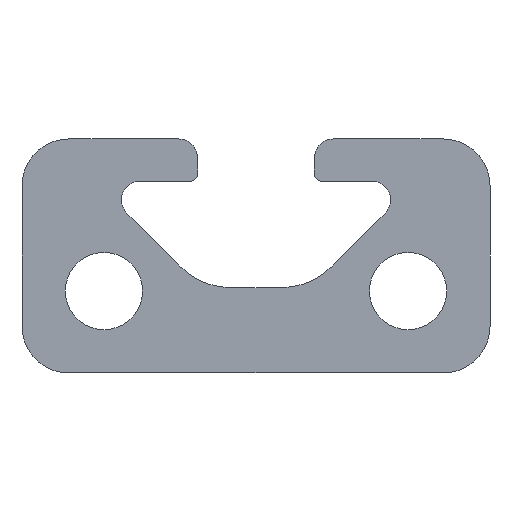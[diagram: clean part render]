
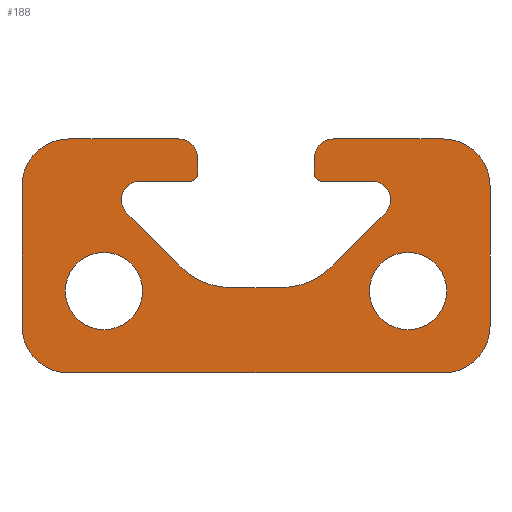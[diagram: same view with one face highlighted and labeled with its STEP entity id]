
A CAD part, front view. The second image highlights one B-rep face of the part: STEP entity #188.
In plain terms, the highlighted planar face has unit normal (0, -1, 0).
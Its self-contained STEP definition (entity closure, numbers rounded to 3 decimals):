
#50 = VERTEX_POINT('',#51);
#51 = CARTESIAN_POINT('',(-8.,-50.,5.));
#57 = EDGE_CURVE('',#58,#50,#60,.T.);
#58 = VERTEX_POINT('',#59);
#59 = CARTESIAN_POINT('',(-3.3,-50.,5.));
#60 = LINE('',#61,#62);
#61 = CARTESIAN_POINT('',(10.,-50.,5.));
#62 = VECTOR('',#63,1.);
#63 = DIRECTION('',(-1.,0.,0.));
#90 = VERTEX_POINT('',#91);
#91 = CARTESIAN_POINT('',(-10.,-50.,-3.));
#97 = EDGE_CURVE('',#98,#90,#100,.T.);
#98 = VERTEX_POINT('',#99);
#99 = CARTESIAN_POINT('',(-10.,-50.,3.));
#100 = LINE('',#101,#102);
#101 = CARTESIAN_POINT('',(-10.,-50.,5.));
#102 = VECTOR('',#103,1.);
#103 = DIRECTION('',(0.,0.,-1.));
#130 = VERTEX_POINT('',#131);
#131 = CARTESIAN_POINT('',(3.21,-50.,-0.471)
  );
#137 = EDGE_CURVE('',#138,#130,#140,.T.);
#138 = VERTEX_POINT('',#139);
#139 = CARTESIAN_POINT('',(5.516,-50.,1.834)
  );
#140 = LINE('',#141,#142);
#141 = CARTESIAN_POINT('',(3.21,-50.,-0.471)
  );
#142 = VECTOR('',#143,1.);
#143 = DIRECTION('',(-0.707,0.,-0.707));
#160 = EDGE_CURVE('',#130,#161,#163,.T.);
#161 = VERTEX_POINT('',#162);
#162 = CARTESIAN_POINT('',(1.089,-50.,-1.35));
#163 = CIRCLE('',#164,3.);
#164 = AXIS2_PLACEMENT_3D('',#165,#166,#167);
#165 = CARTESIAN_POINT('',(1.089,-50.,1.65));
#166 = DIRECTION('',(-0.,1.,0.));
#167 = DIRECTION('',(1.,0.,0.));
#188 = ADVANCED_FACE('',(#189,#360,#380),#400,.T.);
#189 = FACE_BOUND('',#190,.T.);
#190 = EDGE_LOOP('',(#191,#201,#210,#218,#227,#235,#244,#252,#259,#260,
    #261,#269,#278,#286,#295,#303,#312,#320,#327,#328,#335,#336,#345,
    #353));
#191 = ORIENTED_EDGE('',*,*,#192,.T.);
#192 = EDGE_CURVE('',#193,#195,#197,.T.);
#193 = VERTEX_POINT('',#194);
#194 = CARTESIAN_POINT('',(10.,-50.,-3.));
#195 = VERTEX_POINT('',#196);
#196 = CARTESIAN_POINT('',(10.,-50.,3.));
#197 = LINE('',#198,#199);
#198 = CARTESIAN_POINT('',(10.,-50.,-5.));
#199 = VECTOR('',#200,1.);
#200 = DIRECTION('',(0.,0.,1.));
#201 = ORIENTED_EDGE('',*,*,#202,.T.);
#202 = EDGE_CURVE('',#195,#203,#205,.T.);
#203 = VERTEX_POINT('',#204);
#204 = CARTESIAN_POINT('',(8.,-50.,5.));
#205 = CIRCLE('',#206,2.);
#206 = AXIS2_PLACEMENT_3D('',#207,#208,#209);
#207 = CARTESIAN_POINT('',(8.,-50.,3.));
#208 = DIRECTION('',(0.,-1.,0.));
#209 = DIRECTION('',(0.,0.,-1.));
#210 = ORIENTED_EDGE('',*,*,#211,.T.);
#211 = EDGE_CURVE('',#203,#212,#214,.T.);
#212 = VERTEX_POINT('',#213);
#213 = CARTESIAN_POINT('',(3.3,-50.,5.));
#214 = LINE('',#215,#216);
#215 = CARTESIAN_POINT('',(10.,-50.,5.));
#216 = VECTOR('',#217,1.);
#217 = DIRECTION('',(-1.,0.,0.));
#218 = ORIENTED_EDGE('',*,*,#219,.T.);
#219 = EDGE_CURVE('',#212,#220,#222,.T.);
#220 = VERTEX_POINT('',#221);
#221 = CARTESIAN_POINT('',(2.5,-50.,4.2));
#222 = CIRCLE('',#223,0.8);
#223 = AXIS2_PLACEMENT_3D('',#224,#225,#226);
#224 = CARTESIAN_POINT('',(3.3,-50.,4.2));
#225 = DIRECTION('',(0.,-1.,0.));
#226 = DIRECTION('',(1.,0.,0.));
#227 = ORIENTED_EDGE('',*,*,#228,.T.);
#228 = EDGE_CURVE('',#220,#229,#231,.T.);
#229 = VERTEX_POINT('',#230);
#230 = CARTESIAN_POINT('',(2.5,-50.,3.5));
#231 = LINE('',#232,#233);
#232 = CARTESIAN_POINT('',(2.5,-50.,3.5));
#233 = VECTOR('',#234,1.);
#234 = DIRECTION('',(0.,0.,-1.));
#235 = ORIENTED_EDGE('',*,*,#236,.T.);
#236 = EDGE_CURVE('',#229,#237,#239,.T.);
#237 = VERTEX_POINT('',#238);
#238 = CARTESIAN_POINT('',(2.8,-50.,3.2));
#239 = CIRCLE('',#240,0.3);
#240 = AXIS2_PLACEMENT_3D('',#241,#242,#243);
#241 = CARTESIAN_POINT('',(2.8,-50.,3.5));
#242 = DIRECTION('',(0.,-1.,0.));
#243 = DIRECTION('',(1.,0.,0.));
#244 = ORIENTED_EDGE('',*,*,#245,.T.);
#245 = EDGE_CURVE('',#237,#246,#248,.T.);
#246 = VERTEX_POINT('',#247);
#247 = CARTESIAN_POINT('',(4.95,-50.,3.2));
#248 = LINE('',#249,#250);
#249 = CARTESIAN_POINT('',(4.95,-50.,3.2));
#250 = VECTOR('',#251,1.);
#251 = DIRECTION('',(1.,0.,0.));
#252 = ORIENTED_EDGE('',*,*,#253,.T.);
#253 = EDGE_CURVE('',#246,#138,#254,.T.);
#254 = CIRCLE('',#255,0.8);
#255 = AXIS2_PLACEMENT_3D('',#256,#257,#258);
#256 = CARTESIAN_POINT('',(4.95,-50.,2.4));
#257 = DIRECTION('',(0.,1.,0.));
#258 = DIRECTION('',(-1.,0.,0.));
#259 = ORIENTED_EDGE('',*,*,#137,.T.);
#260 = ORIENTED_EDGE('',*,*,#160,.T.);
#261 = ORIENTED_EDGE('',*,*,#262,.T.);
#262 = EDGE_CURVE('',#161,#263,#265,.T.);
#263 = VERTEX_POINT('',#264);
#264 = CARTESIAN_POINT('',(-1.089,-50.,-1.35));
#265 = LINE('',#266,#267);
#266 = CARTESIAN_POINT('',(-1.089,-50.,-1.35));
#267 = VECTOR('',#268,1.);
#268 = DIRECTION('',(-1.,0.,0.));
#269 = ORIENTED_EDGE('',*,*,#270,.T.);
#270 = EDGE_CURVE('',#263,#271,#273,.T.);
#271 = VERTEX_POINT('',#272);
#272 = CARTESIAN_POINT('',(-3.21,-50.,-0.471
    ));
#273 = CIRCLE('',#274,3.);
#274 = AXIS2_PLACEMENT_3D('',#275,#276,#277);
#275 = CARTESIAN_POINT('',(-1.089,-50.,1.65));
#276 = DIRECTION('',(-0.,1.,0.));
#277 = DIRECTION('',(1.,0.,0.));
#278 = ORIENTED_EDGE('',*,*,#279,.T.);
#279 = EDGE_CURVE('',#271,#280,#282,.T.);
#280 = VERTEX_POINT('',#281);
#281 = CARTESIAN_POINT('',(-5.516,-50.,1.834
    ));
#282 = LINE('',#283,#284);
#283 = CARTESIAN_POINT('',(-5.516,-50.,1.834
    ));
#284 = VECTOR('',#285,1.);
#285 = DIRECTION('',(-0.707,0.,0.707));
#286 = ORIENTED_EDGE('',*,*,#287,.T.);
#287 = EDGE_CURVE('',#280,#288,#290,.T.);
#288 = VERTEX_POINT('',#289);
#289 = CARTESIAN_POINT('',(-4.95,-50.,3.2));
#290 = CIRCLE('',#291,0.8);
#291 = AXIS2_PLACEMENT_3D('',#292,#293,#294);
#292 = CARTESIAN_POINT('',(-4.95,-50.,2.4));
#293 = DIRECTION('',(-0.,1.,0.));
#294 = DIRECTION('',(1.,0.,0.));
#295 = ORIENTED_EDGE('',*,*,#296,.T.);
#296 = EDGE_CURVE('',#288,#297,#299,.T.);
#297 = VERTEX_POINT('',#298);
#298 = CARTESIAN_POINT('',(-2.8,-50.,3.2));
#299 = LINE('',#300,#301);
#300 = CARTESIAN_POINT('',(-2.8,-50.,3.2));
#301 = VECTOR('',#302,1.);
#302 = DIRECTION('',(1.,0.,0.));
#303 = ORIENTED_EDGE('',*,*,#304,.T.);
#304 = EDGE_CURVE('',#297,#305,#307,.T.);
#305 = VERTEX_POINT('',#306);
#306 = CARTESIAN_POINT('',(-2.5,-50.,3.5));
#307 = CIRCLE('',#308,0.3);
#308 = AXIS2_PLACEMENT_3D('',#309,#310,#311);
#309 = CARTESIAN_POINT('',(-2.8,-50.,3.5));
#310 = DIRECTION('',(0.,-1.,0.));
#311 = DIRECTION('',(-1.,0.,0.));
#312 = ORIENTED_EDGE('',*,*,#313,.T.);
#313 = EDGE_CURVE('',#305,#314,#316,.T.);
#314 = VERTEX_POINT('',#315);
#315 = CARTESIAN_POINT('',(-2.5,-50.,4.2));
#316 = LINE('',#317,#318);
#317 = CARTESIAN_POINT('',(-2.5,-50.,4.2));
#318 = VECTOR('',#319,1.);
#319 = DIRECTION('',(0.,0.,1.));
#320 = ORIENTED_EDGE('',*,*,#321,.T.);
#321 = EDGE_CURVE('',#314,#58,#322,.T.);
#322 = CIRCLE('',#323,0.8);
#323 = AXIS2_PLACEMENT_3D('',#324,#325,#326);
#324 = CARTESIAN_POINT('',(-3.3,-50.,4.2));
#325 = DIRECTION('',(0.,-1.,0.));
#326 = DIRECTION('',(1.,0.,0.));
#327 = ORIENTED_EDGE('',*,*,#57,.T.);
#328 = ORIENTED_EDGE('',*,*,#329,.T.);
#329 = EDGE_CURVE('',#50,#98,#330,.T.);
#330 = CIRCLE('',#331,2.);
#331 = AXIS2_PLACEMENT_3D('',#332,#333,#334);
#332 = CARTESIAN_POINT('',(-8.,-50.,3.));
#333 = DIRECTION('',(0.,-1.,0.));
#334 = DIRECTION('',(0.,0.,-1.));
#335 = ORIENTED_EDGE('',*,*,#97,.T.);
#336 = ORIENTED_EDGE('',*,*,#337,.T.);
#337 = EDGE_CURVE('',#90,#338,#340,.T.);
#338 = VERTEX_POINT('',#339);
#339 = CARTESIAN_POINT('',(-8.,-50.,-5.));
#340 = CIRCLE('',#341,2.);
#341 = AXIS2_PLACEMENT_3D('',#342,#343,#344);
#342 = CARTESIAN_POINT('',(-8.,-50.,-3.));
#343 = DIRECTION('',(0.,-1.,0.));
#344 = DIRECTION('',(0.,0.,-1.));
#345 = ORIENTED_EDGE('',*,*,#346,.T.);
#346 = EDGE_CURVE('',#338,#347,#349,.T.);
#347 = VERTEX_POINT('',#348);
#348 = CARTESIAN_POINT('',(8.,-50.,-5.));
#349 = LINE('',#350,#351);
#350 = CARTESIAN_POINT('',(-10.,-50.,-5.));
#351 = VECTOR('',#352,1.);
#352 = DIRECTION('',(1.,0.,0.));
#353 = ORIENTED_EDGE('',*,*,#354,.T.);
#354 = EDGE_CURVE('',#347,#193,#355,.T.);
#355 = CIRCLE('',#356,2.);
#356 = AXIS2_PLACEMENT_3D('',#357,#358,#359);
#357 = CARTESIAN_POINT('',(8.,-50.,-3.));
#358 = DIRECTION('',(0.,-1.,0.));
#359 = DIRECTION('',(0.,0.,-1.));
#360 = FACE_BOUND('',#361,.T.);
#361 = EDGE_LOOP('',(#362,#373));
#362 = ORIENTED_EDGE('',*,*,#363,.F.);
#363 = EDGE_CURVE('',#364,#366,#368,.T.);
#364 = VERTEX_POINT('',#365);
#365 = CARTESIAN_POINT('',(-4.85,-50.,-1.5));
#366 = VERTEX_POINT('',#367);
#367 = CARTESIAN_POINT('',(-6.5,-50.,-3.15));
#368 = CIRCLE('',#369,1.65);
#369 = AXIS2_PLACEMENT_3D('',#370,#371,#372);
#370 = CARTESIAN_POINT('',(-6.5,-50.,-1.5));
#371 = DIRECTION('',(0.,-1.,0.));
#372 = DIRECTION('',(1.,0.,0.));
#373 = ORIENTED_EDGE('',*,*,#374,.F.);
#374 = EDGE_CURVE('',#366,#364,#375,.T.);
#375 = CIRCLE('',#376,1.65);
#376 = AXIS2_PLACEMENT_3D('',#377,#378,#379);
#377 = CARTESIAN_POINT('',(-6.5,-50.,-1.5));
#378 = DIRECTION('',(0.,-1.,0.));
#379 = DIRECTION('',(1.,0.,0.));
#380 = FACE_BOUND('',#381,.T.);
#381 = EDGE_LOOP('',(#382,#393));
#382 = ORIENTED_EDGE('',*,*,#383,.F.);
#383 = EDGE_CURVE('',#384,#386,#388,.T.);
#384 = VERTEX_POINT('',#385);
#385 = CARTESIAN_POINT('',(8.15,-50.,-1.5));
#386 = VERTEX_POINT('',#387);
#387 = CARTESIAN_POINT('',(6.5,-50.,-3.15));
#388 = CIRCLE('',#389,1.65);
#389 = AXIS2_PLACEMENT_3D('',#390,#391,#392);
#390 = CARTESIAN_POINT('',(6.5,-50.,-1.5));
#391 = DIRECTION('',(0.,-1.,0.));
#392 = DIRECTION('',(1.,0.,0.));
#393 = ORIENTED_EDGE('',*,*,#394,.F.);
#394 = EDGE_CURVE('',#386,#384,#395,.T.);
#395 = CIRCLE('',#396,1.65);
#396 = AXIS2_PLACEMENT_3D('',#397,#398,#399);
#397 = CARTESIAN_POINT('',(6.5,-50.,-1.5));
#398 = DIRECTION('',(0.,-1.,0.));
#399 = DIRECTION('',(1.,0.,0.));
#400 = PLANE('',#401);
#401 = AXIS2_PLACEMENT_3D('',#402,#403,#404);
#402 = CARTESIAN_POINT('',(-10.,-50.,-5.));
#403 = DIRECTION('',(0.,-1.,0.));
#404 = DIRECTION('',(0.,0.,-1.));
